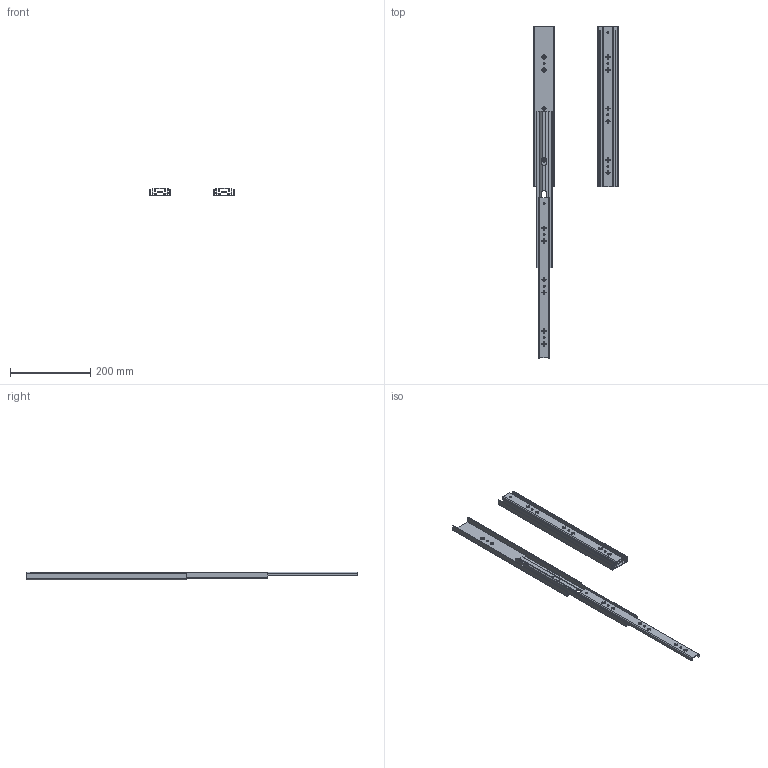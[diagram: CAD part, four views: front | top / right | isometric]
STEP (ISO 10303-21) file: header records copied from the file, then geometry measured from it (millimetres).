
FILE_DESCRIPTION( ( 'Unknown' ), '1' );
FILE_NAME( '76008-400(展長+未展長).stp', 'Unknown', ( 'Unknown' ), ( 'Unknown' ), 'PSStep 14.0', 'Unknown', ' ' );
FILE_SCHEMA( ( 'AUTOMOTIVE_DESIGN { 1 0 10303 214 1 1 1 1 }' ) );
Length unit declared in the file: millimetre
Products named in the file (6): 76008-400(展長); ; ; ; 76008-400; Assem1
Assembly tree (8 placements, depth 3):
  Assem1
    76008-400
      
      
      
    76008-400(展長)
      
      
      
Bounding box: 212.71 x 826.25 x 19 mm (x, y, z)
Volume: 282067.4 mm3; surface area: 296470.3 mm2
Topology: 6 solids, 6 shells, 680 faces, 2040 edges, 1360 vertices
Faces by surface type: plane 304, cylinder 280, cone 96
Full cylindrical faces by diameter (mm): 5 x4
Entity records: 14720 total; most frequent: CARTESIAN_POINT 2505, ORIENTED_EDGE 2036, DIRECTION 1940, EDGE_CURVE 1018, AXIS2_PLACEMENT_3D 691, VERTEX_POINT 680, LINE 558, VECTOR 558
